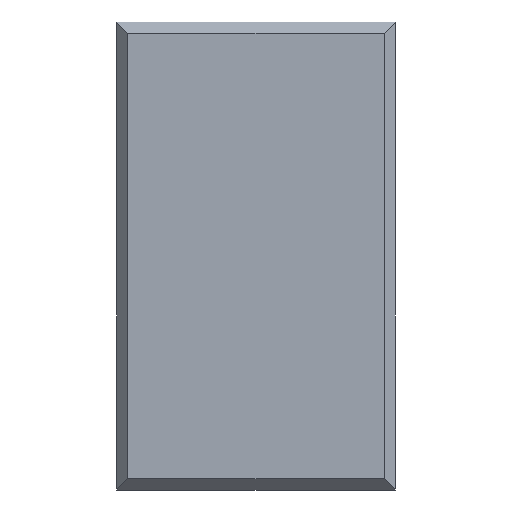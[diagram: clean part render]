
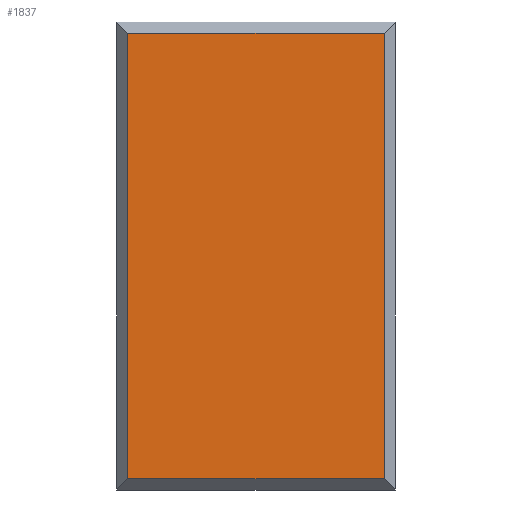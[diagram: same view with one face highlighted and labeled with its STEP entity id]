
A CAD part, front view. The second image highlights one B-rep face of the part: STEP entity #1837.
In plain terms, the highlighted planar face has unit normal (0, -1, 0).
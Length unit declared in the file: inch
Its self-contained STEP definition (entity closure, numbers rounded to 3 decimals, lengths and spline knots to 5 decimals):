
#273=FACE_OUTER_BOUND('',#393,.T.);
#393=EDGE_LOOP('',(#1643,#1644,#1645,#1646));
#558=LINE('',#3142,#732);
#562=LINE('',#3149,#736);
#564=LINE('',#3153,#738);
#568=LINE('',#3159,#742);
#732=VECTOR('',#2618,0.3937);
#736=VECTOR('',#2624,0.3937);
#738=VECTOR('',#2628,0.3937);
#742=VECTOR('',#2634,0.3937);
#879=VERTEX_POINT('',#3140);
#880=VERTEX_POINT('',#3141);
#882=VERTEX_POINT('',#3148);
#883=VERTEX_POINT('',#3152);
#1130=EDGE_CURVE('',#879,#880,#558,.T.);
#1134=EDGE_CURVE('',#880,#882,#562,.T.);
#1136=EDGE_CURVE('',#882,#883,#564,.T.);
#1140=EDGE_CURVE('',#883,#879,#568,.T.);
#1643=ORIENTED_EDGE('',*,*,#1130,.F.);
#1644=ORIENTED_EDGE('',*,*,#1140,.F.);
#1645=ORIENTED_EDGE('',*,*,#1136,.F.);
#1646=ORIENTED_EDGE('',*,*,#1134,.F.);
#1717=PLANE('',#2061);
#1837=ADVANCED_FACE('',(#273),#1717,.T.);
#2061=AXIS2_PLACEMENT_3D('',#3164,#2641,#2642);
#2618=DIRECTION('',(-1.,0.,0.));
#2624=DIRECTION('',(0.,0.,1.));
#2628=DIRECTION('',(1.,0.,0.));
#2634=DIRECTION('',(0.,0.,-1.));
#2641=DIRECTION('center_axis',(0.,-1.,0.));
#2642=DIRECTION('ref_axis',(0.,0.,-1.));
#3140=CARTESIAN_POINT('',(1.4375,-0.125,-2.5));
#3141=CARTESIAN_POINT('',(-1.4375,-0.125,-2.5));
#3142=CARTESIAN_POINT('',(0.78125,-0.125,-2.5));
#3148=CARTESIAN_POINT('',(-1.4375,-0.125,2.5));
#3149=CARTESIAN_POINT('',(-1.4375,-0.125,-1.3125));
#3152=CARTESIAN_POINT('',(1.4375,-0.125,2.5));
#3153=CARTESIAN_POINT('',(-0.78125,-0.125,2.5));
#3159=CARTESIAN_POINT('',(1.4375,-0.125,1.3125));
#3164=CARTESIAN_POINT('Origin',(0.,-0.125,0.));
